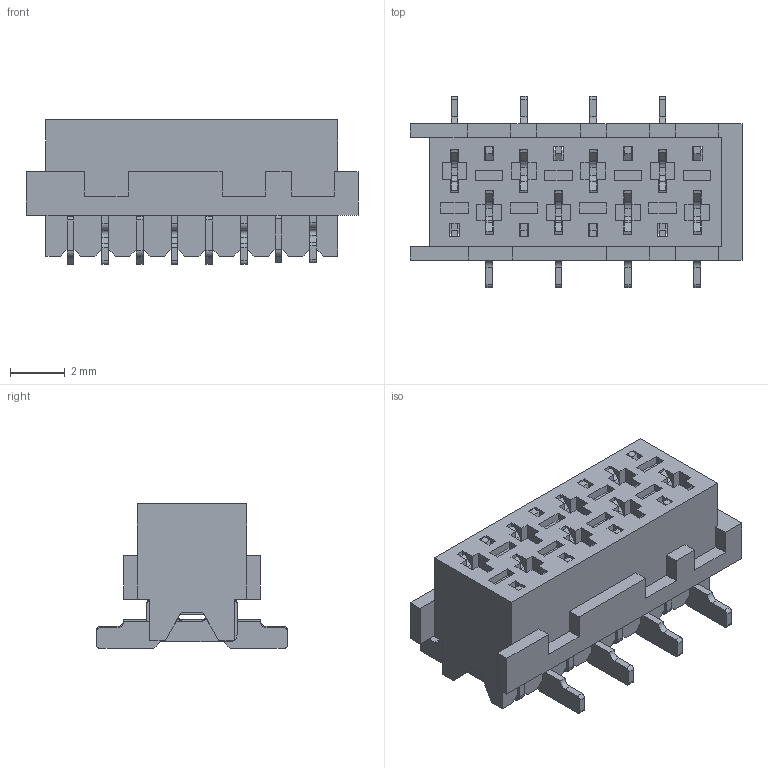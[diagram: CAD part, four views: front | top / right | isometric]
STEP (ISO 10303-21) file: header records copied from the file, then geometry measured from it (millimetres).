
FILE_DESCRIPTION(('FreeCAD Model'),'2;1');
FILE_NAME('690367280876001.step','2020-01-19T11:02:40',( 'kicad StepUp'),('ksu MCAD'),'Open CASCADE STEP processor 7.3', 'FreeCAD','Unknown');
FILE_SCHEMA(('AUTOMOTIVE_DESIGN { 1 0 10303 214 1 1 1 1 }'));
Length unit declared in the file: millimetre
Products named in the file (1): 690367280876001
Bounding box: 12.16 x 7 x 5.3 mm (x, y, z)
Volume: 189.6 mm3; surface area: 767 mm2
Topology: 9 solids, 9 shells, 706 faces, 2022 edges, 1326 vertices
Faces by surface type: plane 562, cylinder 144
Entity records: 27769 total; most frequent: CARTESIAN_POINT 4055, ORIENTED_EDGE 4044, DIRECTION 3724, EDGE_CURVE 2022, LINE 1734, VECTOR 1734, VERTEX_POINT 1326, AXIS2_PLACEMENT_3D 995
